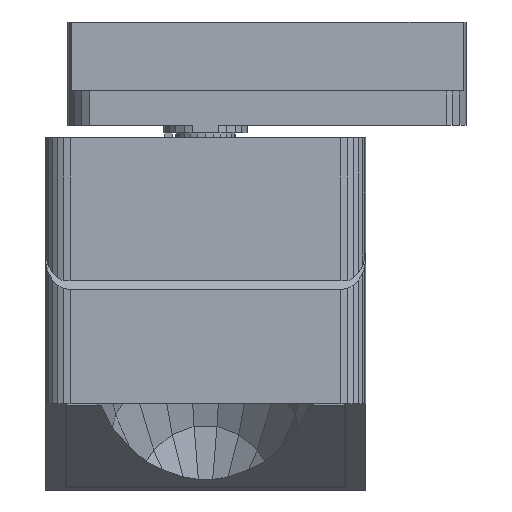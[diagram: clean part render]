
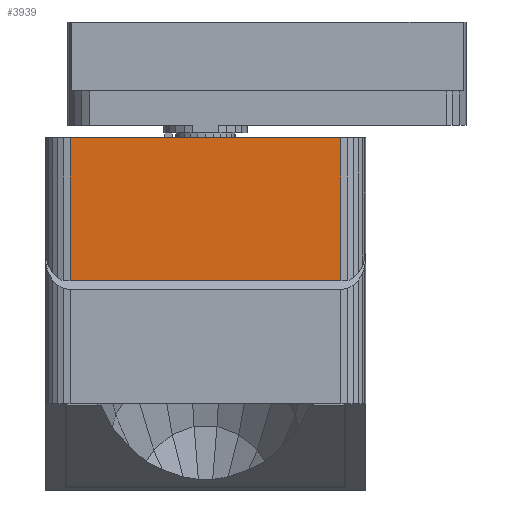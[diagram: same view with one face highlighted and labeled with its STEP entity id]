
A CAD part, left-side view. The second image highlights one B-rep face of the part: STEP entity #3939.
In plain terms, the highlighted planar face has unit normal (-1, 0, 0).
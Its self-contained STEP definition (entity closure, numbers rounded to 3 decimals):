
#133=FACE_OUTER_BOUND('',#339,.T.);
#339=EDGE_LOOP('',(#3140,#3141,#3142,#3143));
#660=LINE('',#5691,#1225);
#736=LINE('',#5843,#1301);
#751=LINE('',#5871,#1316);
#754=LINE('',#5876,#1319);
#1225=VECTOR('',#4637,130.);
#1301=VECTOR('',#4753,130.);
#1316=VECTOR('',#4788,1000.);
#1319=VECTOR('',#4795,1000.);
#1718=VERTEX_POINT('',#5688);
#1719=VERTEX_POINT('',#5690);
#1774=VERTEX_POINT('',#5840);
#1775=VERTEX_POINT('',#5842);
#2160=EDGE_CURVE('',#1719,#1718,#660,.T.);
#2236=EDGE_CURVE('',#1774,#1775,#736,.T.);
#2251=EDGE_CURVE('',#1718,#1775,#751,.T.);
#2254=EDGE_CURVE('',#1774,#1719,#754,.T.);
#3140=ORIENTED_EDGE('',*,*,#2251,.T.);
#3141=ORIENTED_EDGE('',*,*,#2236,.F.);
#3142=ORIENTED_EDGE('',*,*,#2254,.T.);
#3143=ORIENTED_EDGE('',*,*,#2160,.T.);
#3737=PLANE('',#4165);
#3939=ADVANCED_FACE('',(#133),#3737,.T.);
#4165=AXIS2_PLACEMENT_3D('',#5884,#4807,#4808);
#4637=DIRECTION('',(0.,1.,0.));
#4753=DIRECTION('',(0.,1.,0.));
#4788=DIRECTION('',(0.,0.,-1.));
#4795=DIRECTION('',(0.,0.,1.));
#4807=DIRECTION('center_axis',(-1.,0.,0.));
#4808=DIRECTION('ref_axis',(0.,0.,1.));
#5688=CARTESIAN_POINT('',(-42.5,75.5,-3.684));
#5690=CARTESIAN_POINT('',(-42.5,-34.5,-3.684));
#5691=CARTESIAN_POINT('',(-42.5,-44.5,-3.684));
#5840=CARTESIAN_POINT('',(-42.5,-34.5,-61.684));
#5842=CARTESIAN_POINT('',(-42.5,75.5,-61.684));
#5843=CARTESIAN_POINT('',(-42.5,-44.5,-61.684));
#5871=CARTESIAN_POINT('',(-42.5,75.5,-32.684));
#5876=CARTESIAN_POINT('',(-42.5,-34.5,-32.684));
#5884=CARTESIAN_POINT('Origin',(-42.5,20.5,-32.684));
